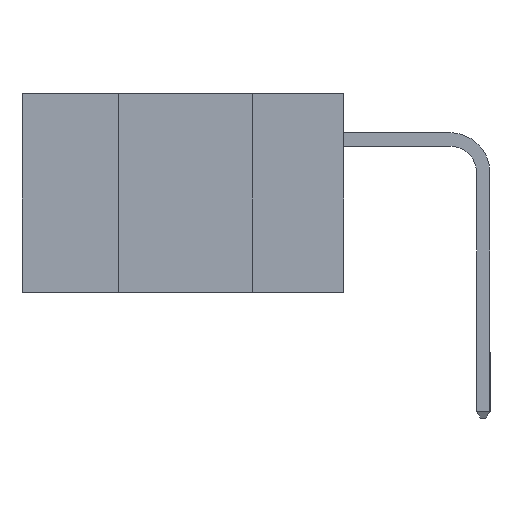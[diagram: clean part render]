
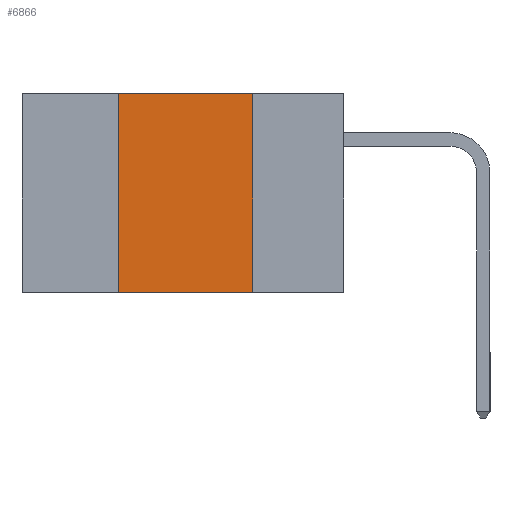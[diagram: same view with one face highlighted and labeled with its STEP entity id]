
A CAD part, left-side view. The second image highlights one B-rep face of the part: STEP entity #6866.
In plain terms, the highlighted planar face has unit normal (-1, 0, 0).
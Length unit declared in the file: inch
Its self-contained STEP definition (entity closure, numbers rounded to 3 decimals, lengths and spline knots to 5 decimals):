
#252 = DIRECTION ( 'NONE',  ( 0., 0., -1. ) ) ;
#389 = DIRECTION ( 'NONE',  ( 1., 0., 0. ) ) ;
#608 = VECTOR ( 'NONE', #10239, 39.37008 ) ;
#963 = EDGE_CURVE ( 'NONE', #12336, #20787, #17732, .T. ) ;
#2050 = VERTEX_POINT ( 'NONE', #7451 ) ;
#2808 = ORIENTED_EDGE ( 'NONE', *, *, #963, .T. ) ;
#4348 = LINE ( 'NONE', #18316, #608 ) ;
#4586 = FACE_OUTER_BOUND ( 'NONE', #17071, .T. ) ;
#5063 = ORIENTED_EDGE ( 'NONE', *, *, #8921, .F. ) ;
#5867 = DIRECTION ( 'NONE',  ( 0., -1., 0. ) ) ;
#6866 = ADVANCED_FACE ( 'NONE', ( #4586 ), #12429, .F. ) ;
#7071 = DIRECTION ( 'NONE',  ( 0., 0., -1. ) ) ;
#7269 = ORIENTED_EDGE ( 'NONE', *, *, #17775, .F. ) ;
#7451 = CARTESIAN_POINT ( 'NONE',  ( 0., 0.17, 0. ) ) ;
#8413 = CARTESIAN_POINT ( 'NONE',  ( 0., 0.42, 0. ) ) ;
#8921 = EDGE_CURVE ( 'NONE', #12336, #20501, #4348, .T. ) ;
#10239 = DIRECTION ( 'NONE',  ( 0., 0., 1. ) ) ;
#11645 = AXIS2_PLACEMENT_3D ( 'NONE', #24352, #389, #252 ) ;
#12072 = CARTESIAN_POINT ( 'NONE',  ( 0., 0.42, -0.37 ) ) ;
#12336 = VERTEX_POINT ( 'NONE', #12072 ) ;
#12429 = PLANE ( 'NONE',  #11645 ) ;
#12756 = VECTOR ( 'NONE', #7071, 39.37008 ) ;
#13207 = CARTESIAN_POINT ( 'NONE',  ( 0., 0.6, 0. ) ) ;
#16318 = VECTOR ( 'NONE', #23179, 39.37008 ) ;
#17071 = EDGE_LOOP ( 'NONE', ( #18428, #7269, #5063, #2808 ) ) ;
#17732 = LINE ( 'NONE', #21555, #24444 ) ;
#17775 = EDGE_CURVE ( 'NONE', #20501, #2050, #21577, .T. ) ;
#18316 = CARTESIAN_POINT ( 'NONE',  ( 0., 0.42, -0.37 ) ) ;
#18428 = ORIENTED_EDGE ( 'NONE', *, *, #24093, .F. ) ;
#20501 = VERTEX_POINT ( 'NONE', #8413 ) ;
#20787 = VERTEX_POINT ( 'NONE', #21801 ) ;
#21555 = CARTESIAN_POINT ( 'NONE',  ( 0., 0.6, -0.37 ) ) ;
#21577 = LINE ( 'NONE', #13207, #16318 ) ;
#21801 = CARTESIAN_POINT ( 'NONE',  ( 0., 0.17, -0.37 ) ) ;
#22890 = LINE ( 'NONE', #25007, #12756 ) ;
#23179 = DIRECTION ( 'NONE',  ( 0., -1., 0. ) ) ;
#24093 = EDGE_CURVE ( 'NONE', #2050, #20787, #22890, .T. ) ;
#24352 = CARTESIAN_POINT ( 'NONE',  ( 0., 0.6, 0. ) ) ;
#24444 = VECTOR ( 'NONE', #5867, 39.37008 ) ;
#25007 = CARTESIAN_POINT ( 'NONE',  ( 0., 0.17, -0.37 ) ) ;
